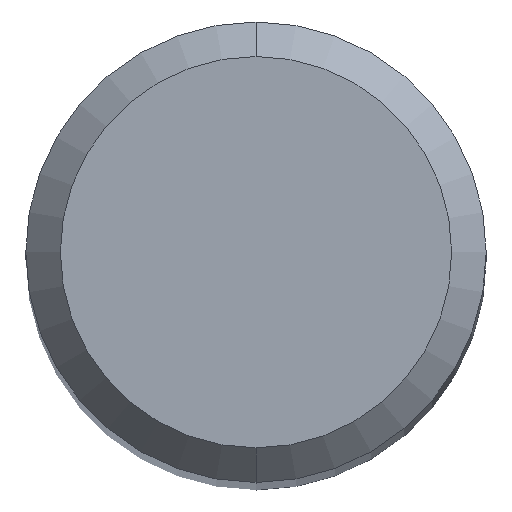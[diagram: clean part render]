
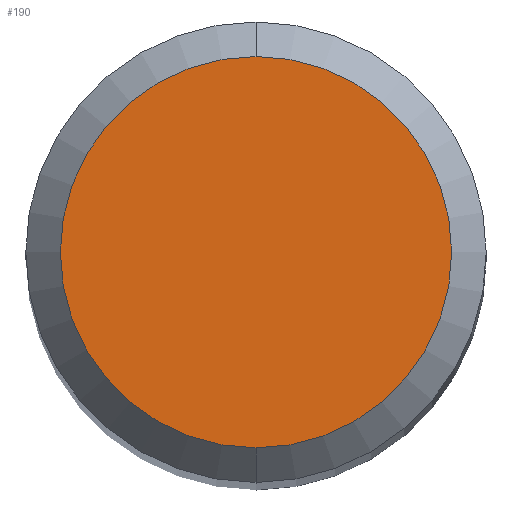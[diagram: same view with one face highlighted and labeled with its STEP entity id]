
A CAD part, top view. The second image highlights one B-rep face of the part: STEP entity #190.
In plain terms, the highlighted planar face has unit normal (0, 0, 1).
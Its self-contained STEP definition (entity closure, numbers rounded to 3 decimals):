
#190=ADVANCED_FACE('',(#523),#524,.T.);
#266=EDGE_CURVE('',#342,#474,#612,.T.);
#342=VERTEX_POINT('',#695);
#366=EDGE_CURVE('',#474,#342,#723,.T.);
#474=VERTEX_POINT('',#841);
#523=FACE_OUTER_BOUND('',#884,.T.);
#524=PLANE('',#885);
#612=CIRCLE('',#1019,1.7);
#695=CARTESIAN_POINT('',(0.0,1.7,0.0));
#723=CIRCLE('',#1258,1.7);
#841=CARTESIAN_POINT('',(0.,-1.7,0.0));
#884=EDGE_LOOP('',(#1554,#1555));
#885=AXIS2_PLACEMENT_3D('',#1556,#1557,#1558);
#1019=AXIS2_PLACEMENT_3D('',#1667,#1668,#1669);
#1258=AXIS2_PLACEMENT_3D('',#1798,#1799,#1800);
#1554=ORIENTED_EDGE('',*,*,#266,.F.);
#1555=ORIENTED_EDGE('',*,*,#366,.F.);
#1556=CARTESIAN_POINT('',(0.0,0.85,0.0));
#1557=DIRECTION('',(-0.0,0.0,1.0));
#1558=DIRECTION('',(0.0,-1.0,0.0));
#1667=CARTESIAN_POINT('',(0.0,0.0,0.0));
#1668=DIRECTION('',(0.0,0.0,-1.0));
#1669=DIRECTION('',(0.0,1.0,0.0));
#1798=CARTESIAN_POINT('',(0.0,0.0,0.0));
#1799=DIRECTION('',(0.0,0.0,-1.0));
#1800=DIRECTION('',(0.0,1.0,0.0));
